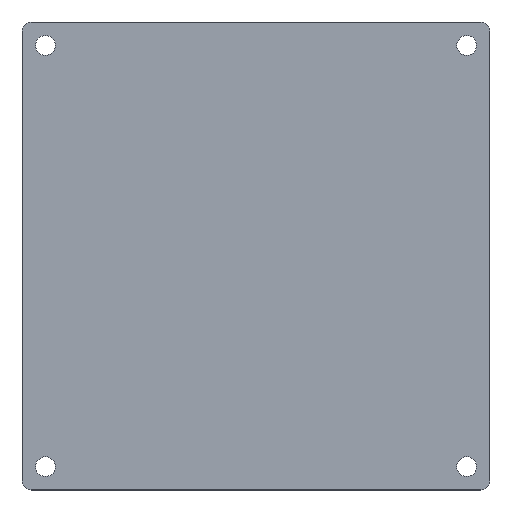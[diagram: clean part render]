
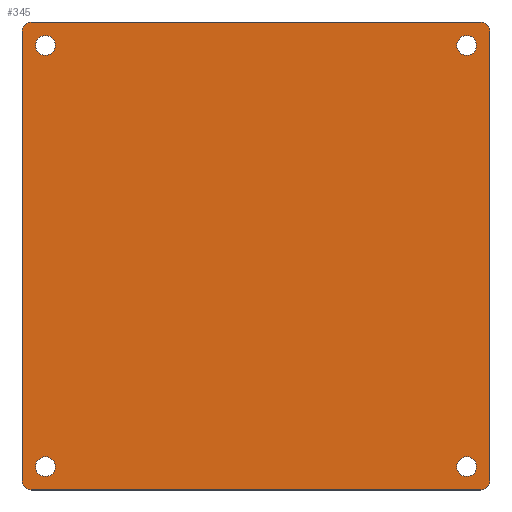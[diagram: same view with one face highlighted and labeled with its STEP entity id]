
A CAD part, top view. The second image highlights one B-rep face of the part: STEP entity #345.
In plain terms, the highlighted planar face has unit normal (0, 0, 1).
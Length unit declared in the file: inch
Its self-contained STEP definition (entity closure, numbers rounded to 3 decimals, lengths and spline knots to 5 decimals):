
#2 = CARTESIAN_POINT ( 'NONE',  ( -3., -3., 0.072 ) ) ;
#17 = CARTESIAN_POINT ( 'NONE',  ( 3.125, -3., 0.072 ) ) ;
#21 = AXIS2_PLACEMENT_3D ( 'NONE', #348, #498, #57 ) ;
#25 = VERTEX_POINT ( 'NONE', #425 ) ;
#28 = VERTEX_POINT ( 'NONE', #131 ) ;
#29 = ORIENTED_EDGE ( 'NONE', *, *, #280, .T. ) ;
#31 = EDGE_CURVE ( 'NONE', #410, #62, #478, .T. ) ;
#33 = CARTESIAN_POINT ( 'NONE',  ( 3., 3.125, 0.072 ) ) ;
#34 = FACE_OUTER_BOUND ( 'NONE', #269, .T. ) ;
#37 = AXIS2_PLACEMENT_3D ( 'NONE', #370, #273, #624 ) ;
#44 = CIRCLE ( 'NONE', #595, 0.1325 ) ;
#52 = CIRCLE ( 'NONE', #635, 0.125 ) ;
#54 = ORIENTED_EDGE ( 'NONE', *, *, #214, .F. ) ;
#57 = DIRECTION ( 'NONE',  ( 1., 0., 0. ) ) ;
#59 = DIRECTION ( 'NONE',  ( 0., 1., 0. ) ) ;
#60 = DIRECTION ( 'NONE',  ( 0., 0., -1. ) ) ;
#62 = VERTEX_POINT ( 'NONE', #589 ) ;
#66 = VERTEX_POINT ( 'NONE', #482 ) ;
#67 = DIRECTION ( 'NONE',  ( 0., 0., -1. ) ) ;
#70 = EDGE_CURVE ( 'NONE', #62, #410, #283, .T. ) ;
#72 = DIRECTION ( 'NONE',  ( -1., 0., 0. ) ) ;
#83 = AXIS2_PLACEMENT_3D ( 'NONE', #557, #560, #112 ) ;
#84 = DIRECTION ( 'NONE',  ( 0., 0., -1. ) ) ;
#90 = VERTEX_POINT ( 'NONE', #240 ) ;
#97 = ORIENTED_EDGE ( 'NONE', *, *, #135, .T. ) ;
#103 = CIRCLE ( 'NONE', #166, 0.1325 ) ;
#104 = DIRECTION ( 'NONE',  ( 0., 0., -1. ) ) ;
#112 = DIRECTION ( 'NONE',  ( -1., 0., 0. ) ) ;
#125 = VERTEX_POINT ( 'NONE', #234 ) ;
#126 = EDGE_CURVE ( 'NONE', #90, #133, #477, .T. ) ;
#131 = CARTESIAN_POINT ( 'NONE',  ( -2.6795, -2.813, 0.072 ) ) ;
#132 = EDGE_LOOP ( 'NONE', ( #97, #275 ) ) ;
#133 = VERTEX_POINT ( 'NONE', #239 ) ;
#135 = EDGE_CURVE ( 'NONE', #25, #488, #336, .T. ) ;
#140 = CARTESIAN_POINT ( 'NONE',  ( -3., -3.125, 0.072 ) ) ;
#152 = DIRECTION ( 'NONE',  ( -1., 0., 0. ) ) ;
#161 = EDGE_CURVE ( 'NONE', #488, #25, #365, .T. ) ;
#162 = ORIENTED_EDGE ( 'NONE', *, *, #354, .T. ) ;
#166 = AXIS2_PLACEMENT_3D ( 'NONE', #394, #104, #195 ) ;
#168 = CARTESIAN_POINT ( 'NONE',  ( -2.812, -2.813, 0.072 ) ) ;
#169 = VERTEX_POINT ( 'NONE', #211 ) ;
#178 = ORIENTED_EDGE ( 'NONE', *, *, #362, .T. ) ;
#183 = CARTESIAN_POINT ( 'NONE',  ( -2.6795, 2.812, 0.072 ) ) ;
#185 = VERTEX_POINT ( 'NONE', #458 ) ;
#186 = AXIS2_PLACEMENT_3D ( 'NONE', #168, #518, #72 ) ;
#191 = FACE_BOUND ( 'NONE', #132, .T. ) ;
#194 = CARTESIAN_POINT ( 'NONE',  ( -2.9445, -2.813, 0.072 ) ) ;
#195 = DIRECTION ( 'NONE',  ( -1., 0., 0. ) ) ;
#197 = LINE ( 'NONE', #17, #314 ) ;
#204 = AXIS2_PLACEMENT_3D ( 'NONE', #503, #288, #206 ) ;
#205 = CARTESIAN_POINT ( 'NONE',  ( 2.813, -2.813, 0.072 ) ) ;
#206 = DIRECTION ( 'NONE',  ( -1., 0., 0. ) ) ;
#210 = CARTESIAN_POINT ( 'NONE',  ( 3., 3., 0.072 ) ) ;
#211 = CARTESIAN_POINT ( 'NONE',  ( 3., 3.125, 0.072 ) ) ;
#214 = EDGE_CURVE ( 'NONE', #169, #125, #520, .T. ) ;
#215 = VERTEX_POINT ( 'NONE', #260 ) ;
#217 = PLANE ( 'NONE',  #37 ) ;
#222 = ORIENTED_EDGE ( 'NONE', *, *, #324, .F. ) ;
#226 = EDGE_CURVE ( 'NONE', #521, #185, #44, .T. ) ;
#227 = VECTOR ( 'NONE', #474, 39.37008 ) ;
#234 = CARTESIAN_POINT ( 'NONE',  ( 3.125, 3., 0.072 ) ) ;
#235 = LINE ( 'NONE', #468, #227 ) ;
#239 = CARTESIAN_POINT ( 'NONE',  ( 3., -3.125, 0.072 ) ) ;
#240 = CARTESIAN_POINT ( 'NONE',  ( -3., -3.125, 0.072 ) ) ;
#248 = CIRCLE ( 'NONE', #21, 0.125 ) ;
#260 = CARTESIAN_POINT ( 'NONE',  ( -3.125, -3., 0.072 ) ) ;
#261 = ORIENTED_EDGE ( 'NONE', *, *, #481, .F. ) ;
#269 = EDGE_LOOP ( 'NONE', ( #222, #29, #261, #390, #426, #457, #54, #581 ) ) ;
#273 = DIRECTION ( 'NONE',  ( 0., 0., 1. ) ) ;
#275 = ORIENTED_EDGE ( 'NONE', *, *, #161, .T. ) ;
#280 = EDGE_CURVE ( 'NONE', #475, #215, #235, .T. ) ;
#283 = CIRCLE ( 'NONE', #204, 0.1325 ) ;
#288 = DIRECTION ( 'NONE',  ( 0., 0., -1. ) ) ;
#289 = AXIS2_PLACEMENT_3D ( 'NONE', #210, #60, #353 ) ;
#306 = CIRCLE ( 'NONE', #360, 0.1325 ) ;
#307 = ORIENTED_EDGE ( 'NONE', *, *, #645, .T. ) ;
#312 = CARTESIAN_POINT ( 'NONE',  ( 2.813, 2.812, 0.072 ) ) ;
#313 = DIRECTION ( 'NONE',  ( -1., 0., 0. ) ) ;
#314 = VECTOR ( 'NONE', #59, 39.37008 ) ;
#319 = CARTESIAN_POINT ( 'NONE',  ( -3., 3., 0.072 ) ) ;
#322 = DIRECTION ( 'NONE',  ( 1., 0., 0. ) ) ;
#324 = EDGE_CURVE ( 'NONE', #475, #622, #494, .T. ) ;
#327 = AXIS2_PLACEMENT_3D ( 'NONE', #319, #67, #322 ) ;
#331 = EDGE_CURVE ( 'NONE', #169, #622, #372, .T. ) ;
#336 = CIRCLE ( 'NONE', #556, 0.1325 ) ;
#340 = FACE_BOUND ( 'NONE', #534, .T. ) ;
#344 = CARTESIAN_POINT ( 'NONE',  ( -3., 3.125, 0.072 ) ) ;
#345 = ADVANCED_FACE ( 'NONE', ( #620, #34, #455, #340, #191 ), #217, .T. ) ;
#348 = CARTESIAN_POINT ( 'NONE',  ( 3., -3., 0.072 ) ) ;
#352 = DIRECTION ( 'NONE',  ( 0., 0., -1. ) ) ;
#353 = DIRECTION ( 'NONE',  ( 1., 0., 0. ) ) ;
#354 = EDGE_CURVE ( 'NONE', #448, #28, #613, .T. ) ;
#360 = AXIS2_PLACEMENT_3D ( 'NONE', #631, #564, #570 ) ;
#362 = EDGE_CURVE ( 'NONE', #28, #448, #306, .T. ) ;
#365 = CIRCLE ( 'NONE', #83, 0.1325 ) ;
#370 = CARTESIAN_POINT ( 'NONE',  ( -3., -3., 0.072 ) ) ;
#372 = LINE ( 'NONE', #33, #485 ) ;
#377 = CARTESIAN_POINT ( 'NONE',  ( 2.6805, 2.812, 0.072 ) ) ;
#390 = ORIENTED_EDGE ( 'NONE', *, *, #126, .T. ) ;
#394 = CARTESIAN_POINT ( 'NONE',  ( 2.813, 2.812, 0.072 ) ) ;
#406 = VECTOR ( 'NONE', #538, 39.37008 ) ;
#408 = ORIENTED_EDGE ( 'NONE', *, *, #70, .T. ) ;
#410 = VERTEX_POINT ( 'NONE', #491 ) ;
#412 = DIRECTION ( 'NONE',  ( -1., 0., 0. ) ) ;
#425 = CARTESIAN_POINT ( 'NONE',  ( -2.9445, 2.812, 0.072 ) ) ;
#426 = ORIENTED_EDGE ( 'NONE', *, *, #597, .F. ) ;
#437 = DIRECTION ( 'NONE',  ( 0., 0., -1. ) ) ;
#440 = DIRECTION ( 'NONE',  ( 1., 0., 0. ) ) ;
#443 = DIRECTION ( 'NONE',  ( 0., 0., -1. ) ) ;
#448 = VERTEX_POINT ( 'NONE', #194 ) ;
#455 = FACE_BOUND ( 'NONE', #548, .T. ) ;
#457 = ORIENTED_EDGE ( 'NONE', *, *, #638, .T. ) ;
#458 = CARTESIAN_POINT ( 'NONE',  ( 2.9455, 2.812, 0.072 ) ) ;
#468 = CARTESIAN_POINT ( 'NONE',  ( -3.125, 3., 0.072 ) ) ;
#474 = DIRECTION ( 'NONE',  ( 0., -1., 0. ) ) ;
#475 = VERTEX_POINT ( 'NONE', #586 ) ;
#477 = LINE ( 'NONE', #140, #406 ) ;
#478 = CIRCLE ( 'NONE', #544, 0.1325 ) ;
#481 = EDGE_CURVE ( 'NONE', #90, #215, #52, .T. ) ;
#482 = CARTESIAN_POINT ( 'NONE',  ( 3.125, -3., 0.072 ) ) ;
#485 = VECTOR ( 'NONE', #519, 39.37008 ) ;
#488 = VERTEX_POINT ( 'NONE', #183 ) ;
#491 = CARTESIAN_POINT ( 'NONE',  ( 2.6805, -2.813, 0.072 ) ) ;
#494 = CIRCLE ( 'NONE', #327, 0.125 ) ;
#498 = DIRECTION ( 'NONE',  ( 0., 0., -1. ) ) ;
#499 = CARTESIAN_POINT ( 'NONE',  ( -2.812, 2.812, 0.072 ) ) ;
#503 = CARTESIAN_POINT ( 'NONE',  ( 2.813, -2.813, 0.072 ) ) ;
#518 = DIRECTION ( 'NONE',  ( 0., 0., -1. ) ) ;
#519 = DIRECTION ( 'NONE',  ( -1., 0., 0. ) ) ;
#520 = CIRCLE ( 'NONE', #289, 0.125 ) ;
#521 = VERTEX_POINT ( 'NONE', #377 ) ;
#534 = EDGE_LOOP ( 'NONE', ( #630, #307 ) ) ;
#538 = DIRECTION ( 'NONE',  ( 1., 0., 0. ) ) ;
#544 = AXIS2_PLACEMENT_3D ( 'NONE', #205, #84, #152 ) ;
#548 = EDGE_LOOP ( 'NONE', ( #162, #178 ) ) ;
#556 = AXIS2_PLACEMENT_3D ( 'NONE', #499, #437, #313 ) ;
#557 = CARTESIAN_POINT ( 'NONE',  ( -2.812, 2.812, 0.072 ) ) ;
#559 = EDGE_LOOP ( 'NONE', ( #603, #408 ) ) ;
#560 = DIRECTION ( 'NONE',  ( 0., 0., -1. ) ) ;
#564 = DIRECTION ( 'NONE',  ( 0., 0., -1. ) ) ;
#570 = DIRECTION ( 'NONE',  ( -1., 0., 0. ) ) ;
#581 = ORIENTED_EDGE ( 'NONE', *, *, #331, .T. ) ;
#586 = CARTESIAN_POINT ( 'NONE',  ( -3.125, 3., 0.072 ) ) ;
#589 = CARTESIAN_POINT ( 'NONE',  ( 2.9455, -2.813, 0.072 ) ) ;
#595 = AXIS2_PLACEMENT_3D ( 'NONE', #312, #352, #412 ) ;
#597 = EDGE_CURVE ( 'NONE', #66, #133, #248, .T. ) ;
#603 = ORIENTED_EDGE ( 'NONE', *, *, #31, .T. ) ;
#613 = CIRCLE ( 'NONE', #186, 0.1325 ) ;
#620 = FACE_BOUND ( 'NONE', #559, .T. ) ;
#622 = VERTEX_POINT ( 'NONE', #344 ) ;
#624 = DIRECTION ( 'NONE',  ( 1., 0., 0. ) ) ;
#630 = ORIENTED_EDGE ( 'NONE', *, *, #226, .T. ) ;
#631 = CARTESIAN_POINT ( 'NONE',  ( -2.812, -2.813, 0.072 ) ) ;
#635 = AXIS2_PLACEMENT_3D ( 'NONE', #2, #443, #440 ) ;
#638 = EDGE_CURVE ( 'NONE', #66, #125, #197, .T. ) ;
#645 = EDGE_CURVE ( 'NONE', #185, #521, #103, .T. ) ;
